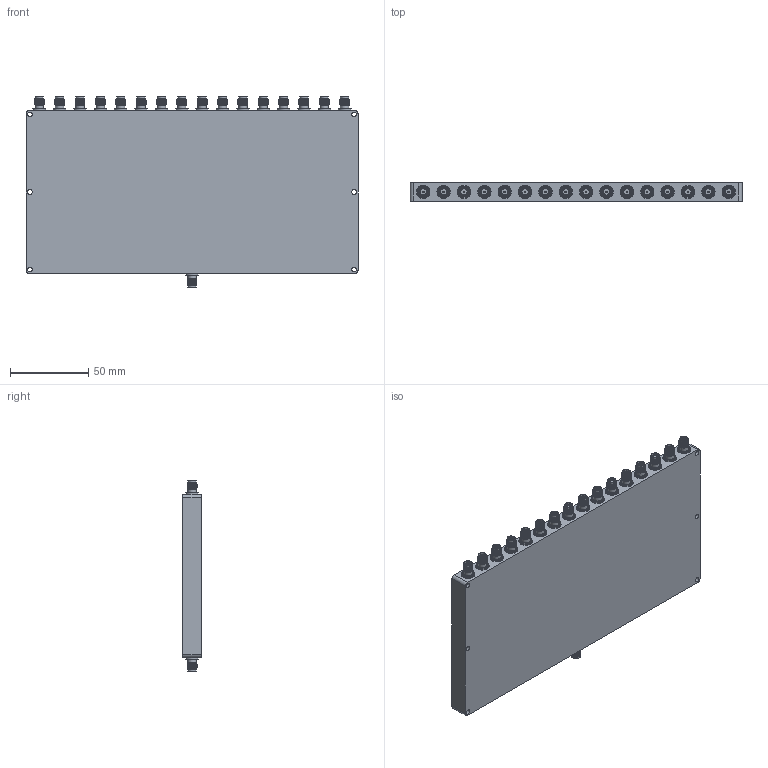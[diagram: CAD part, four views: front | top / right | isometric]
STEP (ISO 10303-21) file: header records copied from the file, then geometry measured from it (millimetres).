
FILE_DESCRIPTION (( 'STEP AP203' ), '1' );
FILE_NAME ('MP8211-16_3D.step', '2020-10-14T20:30:37', ( '' ), ( '' ), 'SwSTEP 2.0', 'SolidWorks 2018', '' );
FILE_SCHEMA (( 'CONFIG_CONTROL_DESIGN' ));
Length unit declared in the file: inch
Products named in the file (1): MP8211-16_3D
Bounding box: 212 x 12.05 x 121.78 mm (x, y, z)
Volume: 267558.4 mm3; surface area: 57527.4 mm2
Topology: 1 solids, 1 shells, 1419 faces, 3507 edges, 2321 vertices
Faces by surface type: plane 733, bspline 449, cylinder 134, cone 68, torus 35
Full cylindrical faces by diameter (mm): 1.016 x17, 3 x6, 4.572 x17, 5.334 x34, 6.477 x17, 8.001 x17
Entity records: 77077 total; most frequent: CARTESIAN_POINT 47206, ORIENTED_EDGE 6624, DIRECTION 4591, EDGE_CURVE 3312, VERTEX_POINT 2303, VECTOR 1907, LINE 1907, EDGE_LOOP 1839
